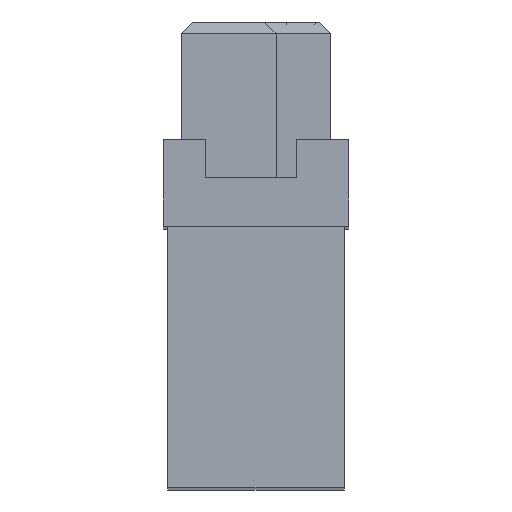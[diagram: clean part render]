
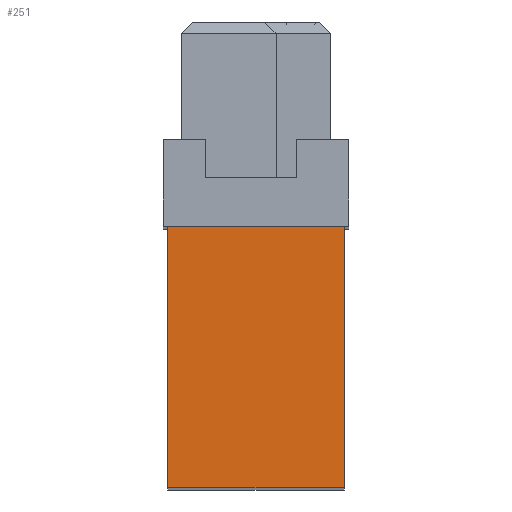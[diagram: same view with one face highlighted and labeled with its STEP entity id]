
A CAD part, top view. The second image highlights one B-rep face of the part: STEP entity #251.
In plain terms, the highlighted planar face has unit normal (0, 0, 1).
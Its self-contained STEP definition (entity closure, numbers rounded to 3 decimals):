
#251=ADVANCED_FACE('',(#667),#460,.T.);
#460=PLANE('',#4020);
#667=FACE_OUTER_BOUND('',#870,.T.);
#870=EDGE_LOOP('',(#1592,#1593,#1594,#1595));
#1592=ORIENTED_EDGE('',*,*,#2707,.T.);
#1593=ORIENTED_EDGE('',*,*,#2706,.T.);
#1594=ORIENTED_EDGE('',*,*,#2708,.F.);
#1595=ORIENTED_EDGE('',*,*,#2709,.T.);
#2240=VERTEX_POINT('',#5807);
#2241=VERTEX_POINT('',#5809);
#2242=VERTEX_POINT('',#5813);
#2243=VERTEX_POINT('',#5815);
#2706=EDGE_CURVE('',#2240,#2241,#3218,.T.);
#2707=EDGE_CURVE('',#2242,#2240,#3219,.T.);
#2708=EDGE_CURVE('',#2243,#2241,#3220,.T.);
#2709=EDGE_CURVE('',#2243,#2242,#3221,.T.);
#3218=LINE('',#5810,#3726);
#3219=LINE('',#5812,#3727);
#3220=LINE('',#5814,#3728);
#3221=LINE('',#5816,#3729);
#3726=VECTOR('',#4773,1.);
#3727=VECTOR('',#4776,1.);
#3728=VECTOR('',#4777,1.);
#3729=VECTOR('',#4778,1.);
#4020=AXIS2_PLACEMENT_3D('',#5817,#4779,#4780);
#4773=DIRECTION('',(0.,1.,0.));
#4776=DIRECTION('',(1.,0.,0.));
#4777=DIRECTION('',(1.,0.,0.));
#4778=DIRECTION('',(0.,-1.,0.));
#4779=DIRECTION('',(0.,0.,1.));
#4780=DIRECTION('',(1.,0.,0.));
#5807=CARTESIAN_POINT('',(4.975,-14.75,41.95));
#5809=CARTESIAN_POINT('',(4.975,0.,41.95));
#5810=CARTESIAN_POINT('',(4.975,-14.75,41.95));
#5812=CARTESIAN_POINT('',(-4.975,-14.75,41.95));
#5813=CARTESIAN_POINT('',(-4.975,-14.75,41.95));
#5814=CARTESIAN_POINT('',(-4.975,0.,41.95));
#5815=CARTESIAN_POINT('',(-4.975,0.,41.95));
#5816=CARTESIAN_POINT('',(-4.975,0.,41.95));
#5817=CARTESIAN_POINT('',(-4.975,-14.75,41.95));
